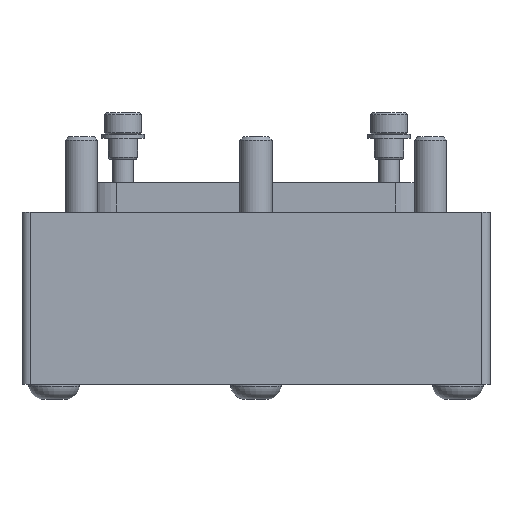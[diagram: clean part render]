
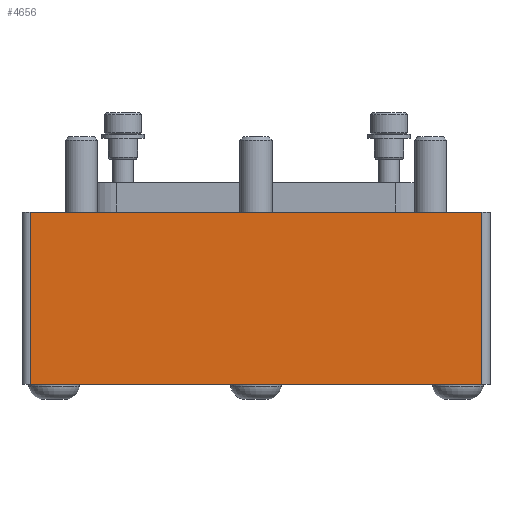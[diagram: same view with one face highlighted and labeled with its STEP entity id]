
A CAD part, front view. The second image highlights one B-rep face of the part: STEP entity #4656.
In plain terms, the highlighted face is planar.
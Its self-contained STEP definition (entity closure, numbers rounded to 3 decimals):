
#332=LINE('',#7310,#620);
#343=LINE('',#7348,#631);
#344=LINE('',#7350,#632);
#345=LINE('',#7352,#633);
#620=VECTOR('',#5720,1000.);
#631=VECTOR('',#5753,1000.);
#632=VECTOR('',#5756,1000.);
#633=VECTOR('',#5757,1000.);
#940=ORIENTED_EDGE('',*,*,#2243,.T.);
#941=ORIENTED_EDGE('',*,*,#2244,.F.);
#942=ORIENTED_EDGE('',*,*,#2223,.F.);
#943=ORIENTED_EDGE('',*,*,#2242,.T.);
#2223=EDGE_CURVE('',#2877,#2878,#332,.T.);
#2242=EDGE_CURVE('',#2877,#2893,#343,.T.);
#2243=EDGE_CURVE('',#2893,#2894,#344,.T.);
#2244=EDGE_CURVE('',#2878,#2894,#345,.T.);
#2877=VERTEX_POINT('',#7309);
#2878=VERTEX_POINT('',#7311);
#2893=VERTEX_POINT('',#7347);
#2894=VERTEX_POINT('',#7351);
#3671=EDGE_LOOP('',(#940,#941,#942,#943));
#4098=FACE_BOUND('',#3671,.T.);
#4520=PLANE('',#5070);
#4656=ADVANCED_FACE('',(#4098),#4520,.F.);
#5070=AXIS2_PLACEMENT_3D('',#7349,#5754,#5755);
#5720=DIRECTION('',(1.,0.,0.));
#5753=DIRECTION('',(0.,-1.,0.));
#5754=DIRECTION('',(0.,0.,-1.));
#5755=DIRECTION('',(-1.,0.,0.));
#5756=DIRECTION('',(1.,0.,0.));
#5757=DIRECTION('',(0.,-1.,0.));
#7309=CARTESIAN_POINT('',(-42.,32.,100.75));
#7310=CARTESIAN_POINT('',(-42.,32.,100.75));
#7311=CARTESIAN_POINT('',(42.,32.,100.75));
#7347=CARTESIAN_POINT('',(-42.,0.,100.75));
#7348=CARTESIAN_POINT('',(-42.,32.,100.75));
#7349=CARTESIAN_POINT('',(-42.,32.,100.75));
#7350=CARTESIAN_POINT('',(-42.,0.,100.75));
#7351=CARTESIAN_POINT('',(42.,0.,100.75));
#7352=CARTESIAN_POINT('',(42.,32.,100.75));
